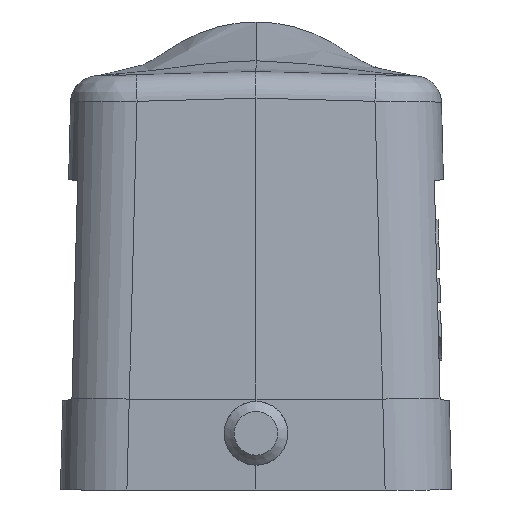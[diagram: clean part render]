
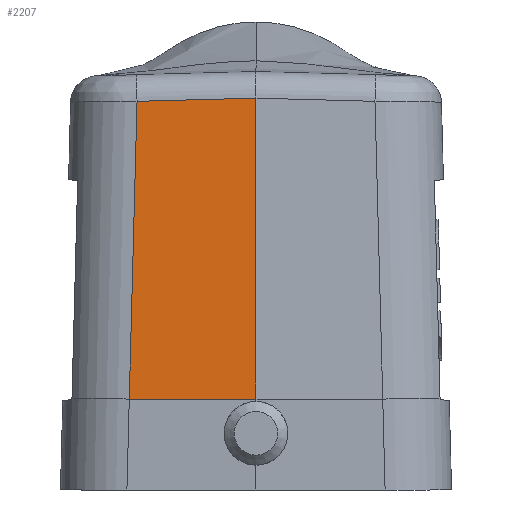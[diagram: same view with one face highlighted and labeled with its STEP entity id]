
A CAD part, left-side view. The second image highlights one B-rep face of the part: STEP entity #2207.
In plain terms, the highlighted planar face has unit normal (-0.999, 0.026, 0.026).
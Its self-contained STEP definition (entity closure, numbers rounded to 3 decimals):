
#1583=LINE('',#6166,#1902);
#1693=LINE('',#6612,#2012);
#1694=LINE('',#6614,#2013);
#1695=LINE('',#6616,#2014);
#1902=VECTOR('',#5344,1.);
#2012=VECTOR('',#5488,1.);
#2013=VECTOR('',#5489,1.);
#2014=VECTOR('',#5490,1.);
#2207=ADVANCED_FACE('',(#2538),#2411,.T.);
#2411=PLANE('',#5064);
#2538=FACE_OUTER_BOUND('',#2730,.T.);
#2730=EDGE_LOOP('',(#3139,#3140,#3141,#3142));
#3139=ORIENTED_EDGE('',*,*,#4324,.F.);
#3140=ORIENTED_EDGE('',*,*,#4459,.T.);
#3141=ORIENTED_EDGE('',*,*,#4460,.T.);
#3142=ORIENTED_EDGE('',*,*,#4461,.T.);
#3980=VERTEX_POINT('',#6165);
#3981=VERTEX_POINT('',#6167);
#4107=VERTEX_POINT('',#6613);
#4108=VERTEX_POINT('',#6615);
#4324=EDGE_CURVE('',#3980,#3981,#1583,.T.);
#4459=EDGE_CURVE('',#3980,#4107,#1693,.T.);
#4460=EDGE_CURVE('',#4107,#4108,#1694,.T.);
#4461=EDGE_CURVE('',#4108,#3981,#1695,.T.);
#5064=AXIS2_PLACEMENT_3D('',#6617,#5491,#5492);
#5344=DIRECTION('',(0.026,1.,0.));
#5488=DIRECTION('',(0.026,0.,1.));
#5489=DIRECTION('',(0.025,0.999,-0.026));
#5490=DIRECTION('',(-0.025,0.026,-0.999));
#5491=DIRECTION('',(-0.999,0.026,0.026));
#5492=DIRECTION('',(-0.026,-1.,0.));
#6165=CARTESIAN_POINT('',(-30.,0.,0.85));
#6166=CARTESIAN_POINT('',(-30.,0.,0.85));
#6167=CARTESIAN_POINT('',(-29.635,13.935,0.845));
#6612=CARTESIAN_POINT('',(-29.057,0.,36.85));
#6613=CARTESIAN_POINT('',(-29.134,0.,33.93));
#6614=CARTESIAN_POINT('',(-29.136,-0.074,33.931));
#6615=CARTESIAN_POINT('',(-28.8,13.08,33.587));
#6616=CARTESIAN_POINT('',(-28.708,12.986,37.181));
#6617=CARTESIAN_POINT('',(-29.057,0.,36.85));
